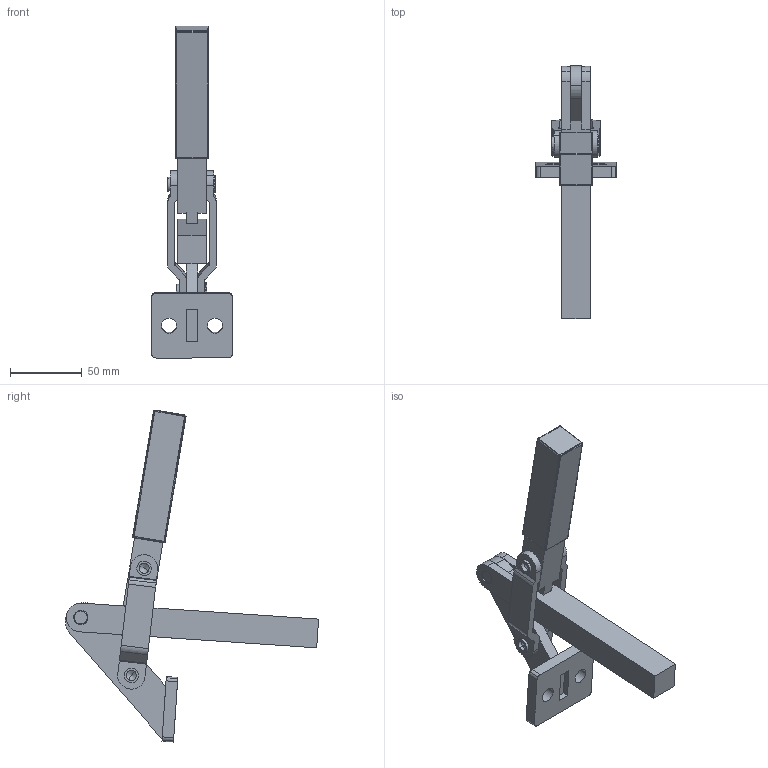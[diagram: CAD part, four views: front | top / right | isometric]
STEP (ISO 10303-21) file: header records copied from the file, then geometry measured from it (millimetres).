
FILE_DESCRIPTION((''),'2;1');
FILE_NAME('226.1.stp','2005-09-01T11:23:05',('CAD'),(''),'Autodesk Inventor 8','Autodesk Inventor 8','');
FILE_SCHEMA(('AUTOMOTIVE_DESIGN { 1 0 10303 214 1 1 1 1 }'));
Length unit declared in the file: millimetre
Products named in the file (1): Part7
Bounding box: 56 x 175.96 x 230.73 mm (x, y, z)
Volume: 180511.2 mm3; surface area: 47294 mm2
Topology: 1 solids, 1 shells, 370 faces, 1067 edges, 690 vertices
Faces by surface type: plane 258, cylinder 84, cone 8, bspline 8, sphere 8, torus 4
Entity records: 12116 total; most frequent: CARTESIAN_POINT 2492, ORIENTED_EDGE 2110, DIRECTION 2003, EDGE_CURVE 1055, AXIS2_PLACEMENT_3D 705, VERTEX_POINT 690, VECTOR 593, LINE 593
